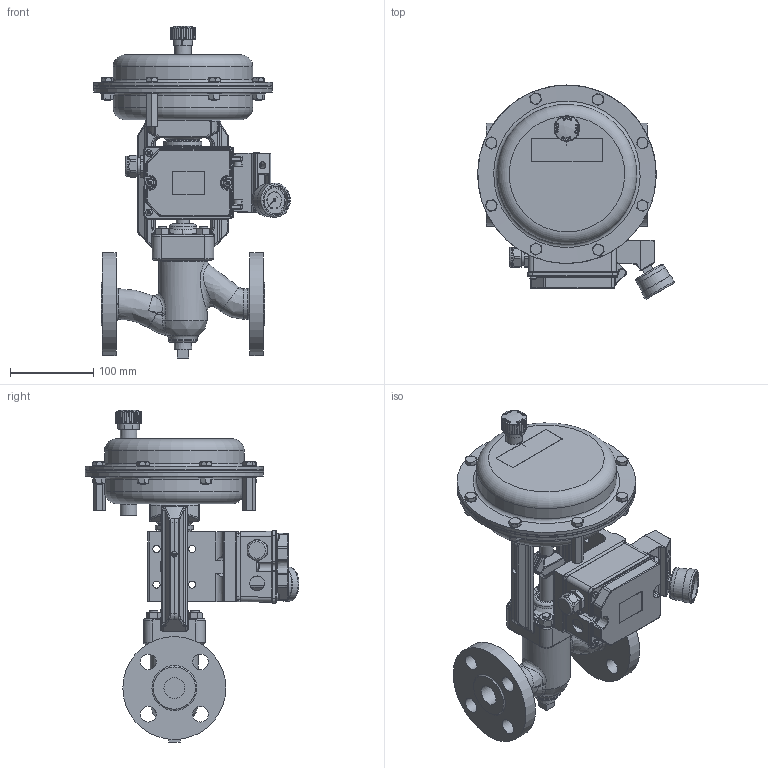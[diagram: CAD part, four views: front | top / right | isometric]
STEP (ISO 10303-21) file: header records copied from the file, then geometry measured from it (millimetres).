
FILE_DESCRIPTION(/* description */ (''),/* implementation_level */ '2;1');
FILE_NAME(/* name */ 'rct20-025-a0300-00.stp',/* time_stamp */ '2025-01-15T10:21:27+09:00',/* author */ ('nakaot'),/* organization */ (''),/* preprocessor_version */ 'ST-DEVELOPER v18.1',/* originating_system */ 'Autodesk Inventor 2022',/* authorisation */ '');
FILE_SCHEMA (('AUTOMOTIVE_DESIGN { 1 0 10303 214 3 1 1 }'));
Products named in the file (1): 25A-CT20_ASME300_4022_Fix
Bounding box: 236.87 x 257.5 x 399.79 mm (x, y, z)
Volume: 3888786.4 mm3; surface area: 400483.6 mm2
Topology: 1 solids, 1 shells, 3278 faces, 8493 edges, 5299 vertices
Faces by surface type: plane 1185, cylinder 725, bspline 626, cone 524, torus 164, sphere 54
Full cylindrical faces by diameter (mm): 1 x1, 1.5 x4, 1.72 x2, 2 x2, 4 x2, 4.2 x1, 4.4 x2, 4.5 x4, 5 x1, 5.2 x1, 5.5 x2, 6.466 x14, 6.65 x2, 7.2 x2, 8 x3, 8.4 x1, 8.57 x1, 8.6 x4, 8.7 x2, 9.5 x2, 10 x10, 11.45 x1, 13 x8, 13.7 x1, 14 x2, 16 x1, 17 x8, 18.55 x1, 19 x8, 20 x3
Entity records: 136663 total; most frequent: CARTESIAN_POINT 57937, ORIENTED_EDGE 16926, DIRECTION 14701, EDGE_CURVE 8463, AXIS2_PLACEMENT_3D 5723, VERTEX_POINT 5297, EDGE_LOOP 3498, STYLED_ITEM 3278
